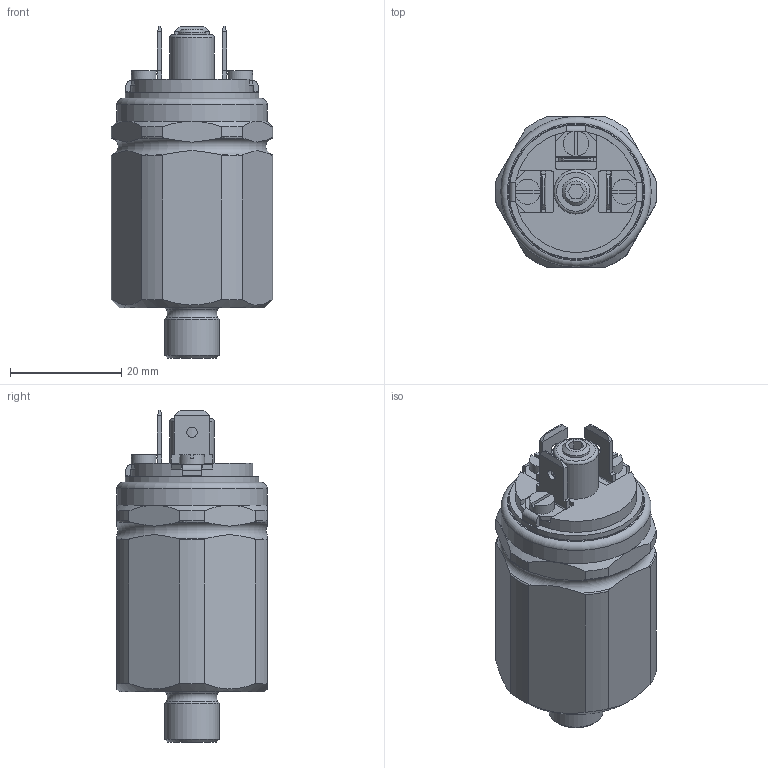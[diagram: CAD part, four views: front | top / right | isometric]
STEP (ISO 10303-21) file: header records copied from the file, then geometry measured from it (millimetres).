
FILE_DESCRIPTION(/* description */ (''),/* implementation_level */ '2;1');
FILE_NAME(/* name */ 'vakusw_18_b.stp',/* time_stamp */ '2018-03-26T13:52:52+02:00',/* author */ ('leitheußer'),/* organization */ (''),/* preprocessor_version */ 'ST-DEVELOPER v15.6',/* originating_system */ 'Autodesk Inventor LT ',/* authorisation */ '');
FILE_SCHEMA (('AUTOMOTIVE_DESIGN { 1 0 10303 214 3 1 1 }'));
Length unit declared in the file: millimetre
Products named in the file (1): TYP_300
Bounding box: 28.96 x 27 x 59.6 mm (x, y, z)
Volume: 24915.1 mm3; surface area: 9179.6 mm2
Topology: 8 solids, 14 shells, 228 faces, 561 edges, 360 vertices
Faces by surface type: plane 139, cylinder 57, torus 17, cone 15
Full cylindrical faces by diameter (mm): 1.85 x3, 2.5 x3, 2.8 x3, 3.869 x2, 4.019 x1, 4.1 x1, 4.5 x3, 5 x3, 7.5 x1, 8 x1, 9.728 x1, 21.8 x1, 24 x1, 26 x1, 26.04 x1, 27 x1
Entity records: 6675 total; most frequent: CARTESIAN_POINT 1435, DIRECTION 1059, ORIENTED_EDGE 1014, EDGE_CURVE 500, AXIS2_PLACEMENT_3D 384, VERTEX_POINT 340, EDGE_LOOP 293, LINE 291
